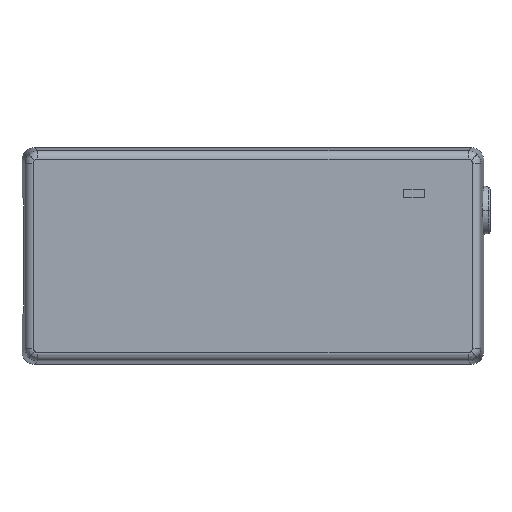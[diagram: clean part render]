
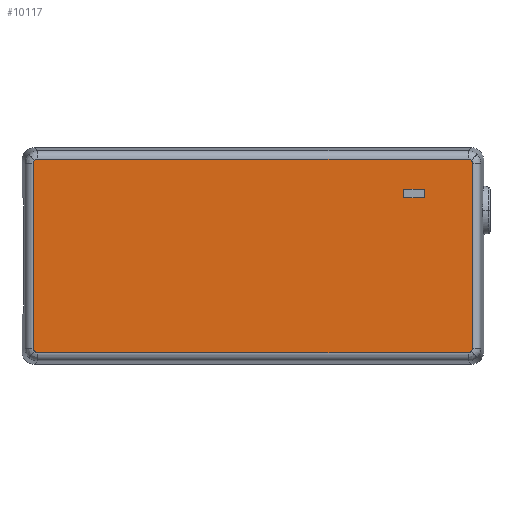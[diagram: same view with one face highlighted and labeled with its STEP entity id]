
A CAD part, top view. The second image highlights one B-rep face of the part: STEP entity #10117.
In plain terms, the highlighted planar face has unit normal (0, 0, 1).
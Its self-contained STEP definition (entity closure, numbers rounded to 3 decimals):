
#7779=DIRECTION('',(-1.,0.,0.));
#7780=VECTOR('',#7779,103.53);
#7781=CARTESIAN_POINT('',(51.765,-23.264,16.));
#7782=LINE('',#7781,#7780);
#7783=CARTESIAN_POINT('',(-52.471,-22.971,16.));
#7809=DIRECTION('',(0.,1.,0.));
#7810=VECTOR('',#7809,44.53);
#7811=CARTESIAN_POINT('',(-52.764,-22.265,16.));
#7812=LINE('',#7811,#7810);
#7867=DIRECTION('',(1.,0.,0.));
#7868=VECTOR('',#7867,103.53);
#7869=CARTESIAN_POINT('',(-51.765,23.264,16.));
#7870=LINE('',#7869,#7868);
#7871=CARTESIAN_POINT('',(52.471,22.971,16.));
#7917=DIRECTION('',(0.,-1.,0.));
#7918=VECTOR('',#7917,44.53);
#7919=CARTESIAN_POINT('',(52.764,22.265,16.));
#7920=LINE('',#7919,#7918);
#7943=CARTESIAN_POINT('',(-52.471,22.971,16.));
#7944=CARTESIAN_POINT('',(-52.564,22.879,16.));
#7945=CARTESIAN_POINT('',(-52.712,22.657,16.));
#7946=CARTESIAN_POINT('',(-52.764,22.396,16.));
#7947=CARTESIAN_POINT('',(-52.764,22.265,16.));
#7949=CARTESIAN_POINT('',(-51.765,23.264,16.));
#7950=CARTESIAN_POINT('',(-51.896,23.264,16.));
#7951=CARTESIAN_POINT('',(-52.157,23.212,16.));
#7952=CARTESIAN_POINT('',(-52.379,23.064,16.));
#7953=CARTESIAN_POINT('',(-52.471,22.971,16.));
#7955=CARTESIAN_POINT('',(52.471,22.971,16.));
#7956=CARTESIAN_POINT('',(52.379,23.064,16.));
#7957=CARTESIAN_POINT('',(52.157,23.212,16.));
#7958=CARTESIAN_POINT('',(51.896,23.264,16.));
#7959=CARTESIAN_POINT('',(51.765,23.264,16.));
#7961=CARTESIAN_POINT('',(52.764,22.265,16.));
#7962=CARTESIAN_POINT('',(52.764,22.396,16.));
#7963=CARTESIAN_POINT('',(52.712,22.657,16.));
#7964=CARTESIAN_POINT('',(52.564,22.879,16.));
#7965=CARTESIAN_POINT('',(52.471,22.971,16.));
#7967=CARTESIAN_POINT('',(52.471,-22.971,16.));
#7968=CARTESIAN_POINT('',(52.564,-22.879,16.));
#7969=CARTESIAN_POINT('',(52.712,-22.657,16.));
#7970=CARTESIAN_POINT('',(52.764,-22.396,16.));
#7971=CARTESIAN_POINT('',(52.764,-22.265,16.));
#7973=CARTESIAN_POINT('',(51.765,-23.264,16.));
#7974=CARTESIAN_POINT('',(51.896,-23.264,16.));
#7975=CARTESIAN_POINT('',(52.157,-23.212,16.));
#7976=CARTESIAN_POINT('',(52.379,-23.064,16.));
#7977=CARTESIAN_POINT('',(52.471,-22.971,16.));
#7979=CARTESIAN_POINT('',(-52.471,-22.971,16.));
#7980=CARTESIAN_POINT('',(-52.379,-23.064,16.));
#7981=CARTESIAN_POINT('',(-52.157,-23.212,
16.));
#7982=CARTESIAN_POINT('',(-51.896,-23.264,16.));
#7983=CARTESIAN_POINT('',(-51.765,-23.264,16.));
#7985=CARTESIAN_POINT('',(-52.764,-22.265,16.));
#7986=CARTESIAN_POINT('',(-52.764,-22.396,16.));
#7987=CARTESIAN_POINT('',(-52.712,-22.657,
16.));
#7988=CARTESIAN_POINT('',(-52.564,-22.879,16.));
#7989=CARTESIAN_POINT('',(-52.471,-22.971,16.));
#7991=DIRECTION('',(0.,1.,0.));
#7992=VECTOR('',#7991,2.);
#7993=CARTESIAN_POINT('',(36.248,14.015,16.));
#7994=LINE('',#7993,#7992);
#7995=DIRECTION('',(-1.,0.,0.));
#7996=VECTOR('',#7995,5.);
#7997=CARTESIAN_POINT('',(41.248,14.015,16.));
#7998=LINE('',#7997,#7996);
#7999=DIRECTION('',(0.,-1.,0.));
#8000=VECTOR('',#7999,2.);
#8001=CARTESIAN_POINT('',(41.248,16.015,16.));
#8002=LINE('',#8001,#8000);
#8003=DIRECTION('',(1.,0.,0.));
#8004=VECTOR('',#8003,5.);
#8005=CARTESIAN_POINT('',(36.248,16.015,16.));
#8006=LINE('',#8005,#8004);
#8115=CARTESIAN_POINT('',(36.248,14.015,16.));
#8116=CARTESIAN_POINT('',(36.248,16.015,16.));
#8117=VERTEX_POINT('',#8115);
#8118=VERTEX_POINT('',#8116);
#8127=CARTESIAN_POINT('',(51.765,-23.264,16.));
#8129=VERTEX_POINT('',#8127);
#8141=CARTESIAN_POINT('',(-52.764,-22.265,16.));
#8142=CARTESIAN_POINT('',(-52.764,22.265,16.));
#8143=VERTEX_POINT('',#8141);
#8144=VERTEX_POINT('',#8142);
#8191=CARTESIAN_POINT('',(52.764,-22.265,16.));
#8193=VERTEX_POINT('',#8191);
#8200=VERTEX_POINT('',#7967);
#8241=VERTEX_POINT('',#7949);
#8242=VERTEX_POINT('',#7953);
#8267=CARTESIAN_POINT('',(52.764,22.265,16.));
#8268=VERTEX_POINT('',#8267);
#8277=CARTESIAN_POINT('',(-51.765,-23.264,16.));
#8278=VERTEX_POINT('',#8277);
#8279=VERTEX_POINT('',#7871);
#8281=CARTESIAN_POINT('',(51.765,23.264,16.));
#8282=VERTEX_POINT('',#8281);
#8285=CARTESIAN_POINT('',(41.248,16.015,16.));
#8286=VERTEX_POINT('',#8285);
#8304=VERTEX_POINT('',#7783);
#8320=CARTESIAN_POINT('',(41.248,14.015,16.));
#8321=VERTEX_POINT('',#8320);
#10088=CARTESIAN_POINT('',(-55.5,26.,16.));
#10089=DIRECTION('',(0.,0.,1.));
#10090=DIRECTION('',(1.,0.,0.));
#10091=AXIS2_PLACEMENT_3D('',#10088,#10089,#10090);
#10092=PLANE('',#10091);
#10093=ORIENTED_EDGE('',*,*,#9684,.F.);
#10094=ORIENTED_EDGE('',*,*,#9752,.F.);
#10095=ORIENTED_EDGE('',*,*,#9794,.T.);
#10096=ORIENTED_EDGE('',*,*,#9858,.F.);
#10097=ORIENTED_EDGE('',*,*,#9926,.F.);
#10098=ORIENTED_EDGE('',*,*,#9953,.T.);
#10099=ORIENTED_EDGE('',*,*,#10017,.F.);
#10100=ORIENTED_EDGE('',*,*,#10082,.F.);
#10101=ORIENTED_EDGE('',*,*,#9475,.T.);
#10102=ORIENTED_EDGE('',*,*,#9540,.F.);
#10103=ORIENTED_EDGE('',*,*,#9606,.F.);
#10104=ORIENTED_EDGE('',*,*,#9620,.T.);
#10105=EDGE_LOOP('',(#10093,#10094,#10095,#10096,#10097,#10098,#10099,#10100,
#10101,#10102,#10103,#10104));
#10106=FACE_OUTER_BOUND('',#10105,.F.);
#10108=ORIENTED_EDGE('',*,*,#10107,.F.);
#10110=ORIENTED_EDGE('',*,*,#10109,.F.);
#10112=ORIENTED_EDGE('',*,*,#10111,.F.);
#10114=ORIENTED_EDGE('',*,*,#10113,.F.);
#10115=EDGE_LOOP('',(#10108,#10110,#10112,#10114));
#10116=FACE_BOUND('',#10115,.F.);
#10117=ADVANCED_FACE('',(#10106,#10116),#10092,.T.);
#7948=B_SPLINE_CURVE_WITH_KNOTS('',3,(#7943,#7944,#7945,#7946,#7947),
.UNSPECIFIED.,.F.,.F.,(4,1,4),(0.,0.5,1.),.UNSPECIFIED.);
#7954=B_SPLINE_CURVE_WITH_KNOTS('',3,(#7949,#7950,#7951,#7952,#7953),
.UNSPECIFIED.,.F.,.F.,(4,1,4),(0.,0.5,1.),.UNSPECIFIED.);
#7960=B_SPLINE_CURVE_WITH_KNOTS('',3,(#7955,#7956,#7957,#7958,#7959),
.UNSPECIFIED.,.F.,.F.,(4,1,4),(0.,0.5,1.),.UNSPECIFIED.);
#7966=B_SPLINE_CURVE_WITH_KNOTS('',3,(#7961,#7962,#7963,#7964,#7965),
.UNSPECIFIED.,.F.,.F.,(4,1,4),(0.,0.5,1.),.UNSPECIFIED.);
#7972=B_SPLINE_CURVE_WITH_KNOTS('',3,(#7967,#7968,#7969,#7970,#7971),
.UNSPECIFIED.,.F.,.F.,(4,1,4),(0.,0.5,1.),.UNSPECIFIED.);
#7978=B_SPLINE_CURVE_WITH_KNOTS('',3,(#7973,#7974,#7975,#7976,#7977),
.UNSPECIFIED.,.F.,.F.,(4,1,4),(0.,0.5,1.),.UNSPECIFIED.);
#7984=B_SPLINE_CURVE_WITH_KNOTS('',3,(#7979,#7980,#7981,#7982,#7983),
.UNSPECIFIED.,.F.,.F.,(4,1,4),(0.,0.5,1.),.UNSPECIFIED.);
#7990=B_SPLINE_CURVE_WITH_KNOTS('',3,(#7985,#7986,#7987,#7988,#7989),
.UNSPECIFIED.,.F.,.F.,(4,1,4),(0.,0.5,1.),.UNSPECIFIED.);
#9475=EDGE_CURVE('',#8129,#8278,#7782,.T.);
#9540=EDGE_CURVE('',#8304,#8278,#7984,.T.);
#9606=EDGE_CURVE('',#8143,#8304,#7990,.T.);
#9620=EDGE_CURVE('',#8143,#8144,#7812,.T.);
#9684=EDGE_CURVE('',#8242,#8144,#7948,.T.);
#9752=EDGE_CURVE('',#8241,#8242,#7954,.T.);
#9794=EDGE_CURVE('',#8241,#8282,#7870,.T.);
#9858=EDGE_CURVE('',#8279,#8282,#7960,.T.);
#9926=EDGE_CURVE('',#8268,#8279,#7966,.T.);
#9953=EDGE_CURVE('',#8268,#8193,#7920,.T.);
#10017=EDGE_CURVE('',#8200,#8193,#7972,.T.);
#10082=EDGE_CURVE('',#8129,#8200,#7978,.T.);
#10107=EDGE_CURVE('',#8117,#8118,#7994,.T.);
#10109=EDGE_CURVE('',#8321,#8117,#7998,.T.);
#10111=EDGE_CURVE('',#8286,#8321,#8002,.T.);
#10113=EDGE_CURVE('',#8118,#8286,#8006,.T.);
